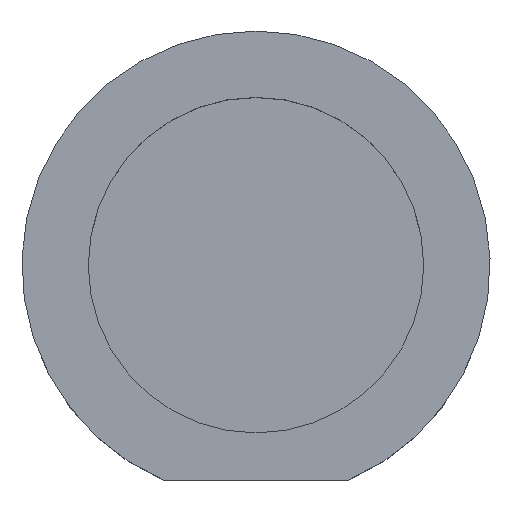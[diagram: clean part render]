
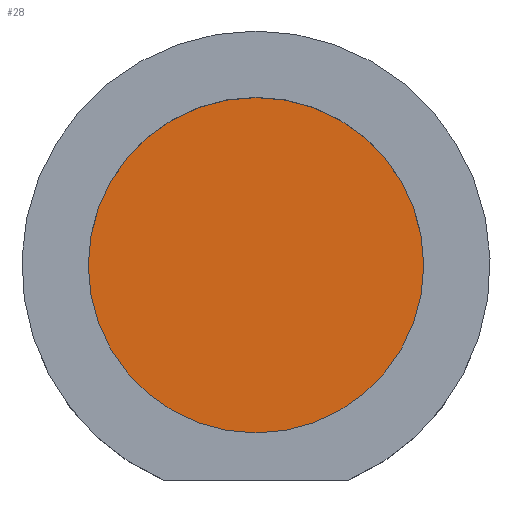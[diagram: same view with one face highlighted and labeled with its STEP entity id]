
A CAD part, top view. The second image highlights one B-rep face of the part: STEP entity #28.
In plain terms, the highlighted planar face has unit normal (0, 0, 1).
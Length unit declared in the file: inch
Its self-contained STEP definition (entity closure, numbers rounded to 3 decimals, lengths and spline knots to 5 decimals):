
#21 = ORIENTED_EDGE ( 'NONE', *, *, #74, .T. ) ;
#28 = ADVANCED_FACE ( 'NONE', ( #219 ), #231, .F. ) ;
#48 = ORIENTED_EDGE ( 'NONE', *, *, #57, .T. ) ;
#55 = EDGE_LOOP ( 'NONE', ( #48, #21 ) ) ;
#57 = EDGE_CURVE ( 'NONE', #77, #75, #187, .T. ) ;
#74 = EDGE_CURVE ( 'NONE', #75, #77, #295, .T. ) ;
#75 = VERTEX_POINT ( 'NONE', #300 ) ;
#77 = VERTEX_POINT ( 'NONE', #304 ) ;
#184 = DIRECTION ( 'NONE',  ( 0., -1., 0. ) ) ;
#185 = DIRECTION ( 'NONE',  ( 0., 0., 1. ) ) ;
#186 = CARTESIAN_POINT ( 'NONE',  ( 0., 0., -0.00039 ) ) ;
#187 = CIRCLE ( 'NONE', #210, 0.08858 ) ;
#210 = AXIS2_PLACEMENT_3D ( 'NONE', #186, #185, #184 ) ;
#217 = AXIS2_PLACEMENT_3D ( 'NONE', #337, #336, #335 ) ;
#219 = FACE_OUTER_BOUND ( 'NONE', #55, .T. ) ;
#231 = PLANE ( 'NONE',  #217 ) ;
#268 = DIRECTION ( 'NONE',  ( 0., -1., 0. ) ) ;
#269 = DIRECTION ( 'NONE',  ( 0., 0., 1. ) ) ;
#295 = CIRCLE ( 'NONE', #321, 0.08858 ) ;
#300 = CARTESIAN_POINT ( 'NONE',  ( 0., 0.08858, -0.00039 ) ) ;
#304 = CARTESIAN_POINT ( 'NONE',  ( 0., -0.08858, -0.00039 ) ) ;
#305 = CARTESIAN_POINT ( 'NONE',  ( 0., 0., -0.00039 ) ) ;
#321 = AXIS2_PLACEMENT_3D ( 'NONE', #305, #269, #268 ) ;
#335 = DIRECTION ( 'NONE',  ( 0., 1., 0. ) ) ;
#336 = DIRECTION ( 'NONE',  ( 0., 0., -1. ) ) ;
#337 = CARTESIAN_POINT ( 'NONE',  ( 0., 0., -0.00039 ) ) ;
